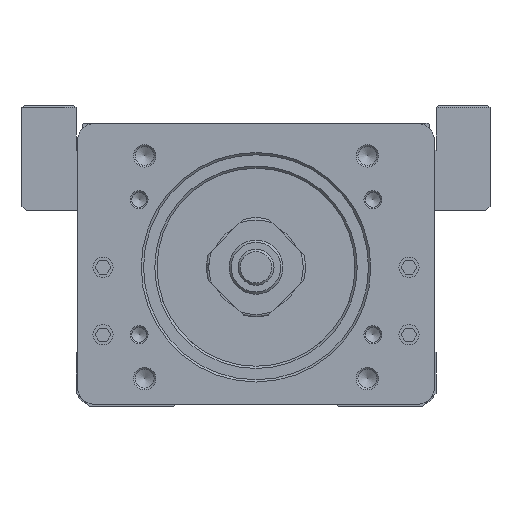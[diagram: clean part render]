
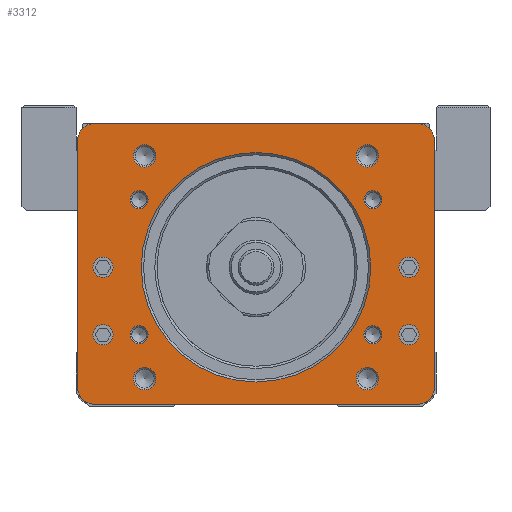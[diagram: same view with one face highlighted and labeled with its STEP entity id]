
A CAD part, front view. The second image highlights one B-rep face of the part: STEP entity #3312.
In plain terms, the highlighted planar face has unit normal (0, -1, 0).
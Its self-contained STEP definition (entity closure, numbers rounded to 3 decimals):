
#3312=ADVANCED_FACE('',(#5908,#5909,#5910,#5911,#5912,#5913,#5914,#5915,
#5916,#5917,#5918,#5919,#5920,#5921),#4790,.T.);
#4790=PLANE('',#32579);
#5908=FACE_BOUND('',#7674,.T.);
#5909=FACE_BOUND('',#7675,.T.);
#5910=FACE_BOUND('',#7676,.T.);
#5911=FACE_BOUND('',#7677,.T.);
#5912=FACE_BOUND('',#7678,.T.);
#5913=FACE_BOUND('',#7679,.T.);
#5914=FACE_BOUND('',#7680,.T.);
#5915=FACE_BOUND('',#7681,.T.);
#5916=FACE_BOUND('',#7682,.T.);
#5917=FACE_BOUND('',#7683,.T.);
#5918=FACE_BOUND('',#7684,.T.);
#5919=FACE_BOUND('',#7685,.T.);
#5920=FACE_BOUND('',#7686,.T.);
#5921=FACE_BOUND('',#7687,.T.);
#7674=EDGE_LOOP('',(#14112));
#7675=EDGE_LOOP('',(#14113));
#7676=EDGE_LOOP('',(#14114));
#7677=EDGE_LOOP('',(#14115));
#7678=EDGE_LOOP('',(#14116));
#7679=EDGE_LOOP('',(#14117));
#7680=EDGE_LOOP('',(#14118));
#7681=EDGE_LOOP('',(#14119));
#7682=EDGE_LOOP('',(#14120));
#7683=EDGE_LOOP('',(#14121));
#7684=EDGE_LOOP('',(#14122));
#7685=EDGE_LOOP('',(#14123));
#7686=EDGE_LOOP('',(#14124));
#7687=EDGE_LOOP('',(#14125,#14126,#14127,#14128,#14129,#14130,#14131,#14132));
#9206=CIRCLE('',#32442,4.);
#9207=CIRCLE('',#32444,4.);
#9208=CIRCLE('',#32446,2.);
#9209=CIRCLE('',#32448,2.);
#9210=CIRCLE('',#32450,2.);
#9211=CIRCLE('',#32452,2.);
#9212=CIRCLE('',#32454,2.5);
#9213=CIRCLE('',#32456,2.5);
#9214=CIRCLE('',#32458,2.5);
#9215=CIRCLE('',#32460,2.5);
#9216=CIRCLE('',#32462,25.5);
#9221=CIRCLE('',#32471,2.25);
#9223=CIRCLE('',#32474,2.25);
#9225=CIRCLE('',#32477,2.25);
#9227=CIRCLE('',#32480,2.25);
#9271=CIRCLE('',#32575,4.);
#9273=CIRCLE('',#32578,4.);
#14112=ORIENTED_EDGE('',*,*,#23106,.T.);
#14113=ORIENTED_EDGE('',*,*,#23105,.T.);
#14114=ORIENTED_EDGE('',*,*,#23104,.T.);
#14115=ORIENTED_EDGE('',*,*,#23103,.T.);
#14116=ORIENTED_EDGE('',*,*,#23102,.T.);
#14117=ORIENTED_EDGE('',*,*,#23101,.T.);
#14118=ORIENTED_EDGE('',*,*,#23100,.T.);
#14119=ORIENTED_EDGE('',*,*,#23099,.T.);
#14120=ORIENTED_EDGE('',*,*,#23098,.T.);
#14121=ORIENTED_EDGE('',*,*,#23118,.T.);
#14122=ORIENTED_EDGE('',*,*,#23116,.T.);
#14123=ORIENTED_EDGE('',*,*,#23114,.T.);
#14124=ORIENTED_EDGE('',*,*,#23112,.T.);
#14125=ORIENTED_EDGE('',*,*,#23226,.T.);
#14126=ORIENTED_EDGE('',*,*,#22124,.T.);
#14127=ORIENTED_EDGE('',*,*,#23228,.T.);
#14128=ORIENTED_EDGE('',*,*,#23219,.T.);
#14129=ORIENTED_EDGE('',*,*,#23096,.T.);
#14130=ORIENTED_EDGE('',*,*,#23160,.T.);
#14131=ORIENTED_EDGE('',*,*,#23093,.T.);
#14132=ORIENTED_EDGE('',*,*,#23212,.T.);
#18859=VERTEX_POINT('',#45207);
#18860=VERTEX_POINT('',#45209);
#19560=VERTEX_POINT('',#48257);
#19561=VERTEX_POINT('',#48259);
#19562=VERTEX_POINT('',#48263);
#19563=VERTEX_POINT('',#48265);
#19564=VERTEX_POINT('',#48269);
#19565=VERTEX_POINT('',#48272);
#19566=VERTEX_POINT('',#48275);
#19567=VERTEX_POINT('',#48278);
#19568=VERTEX_POINT('',#48281);
#19569=VERTEX_POINT('',#48284);
#19570=VERTEX_POINT('',#48287);
#19571=VERTEX_POINT('',#48290);
#19572=VERTEX_POINT('',#48293);
#19577=VERTEX_POINT('',#48308);
#19579=VERTEX_POINT('',#48313);
#19581=VERTEX_POINT('',#48318);
#19583=VERTEX_POINT('',#48323);
#19644=VERTEX_POINT('',#48623);
#19647=VERTEX_POINT('',#48635);
#22124=EDGE_CURVE('',#18860,#18859,#25976,.T.);
#23093=EDGE_CURVE('',#19561,#19560,#9206,.T.);
#23096=EDGE_CURVE('',#19563,#19562,#9207,.T.);
#23098=EDGE_CURVE('',#19564,#19564,#9208,.T.);
#23099=EDGE_CURVE('',#19565,#19565,#9209,.T.);
#23100=EDGE_CURVE('',#19566,#19566,#9210,.T.);
#23101=EDGE_CURVE('',#19567,#19567,#9211,.T.);
#23102=EDGE_CURVE('',#19568,#19568,#9212,.T.);
#23103=EDGE_CURVE('',#19569,#19569,#9213,.T.);
#23104=EDGE_CURVE('',#19570,#19570,#9214,.T.);
#23105=EDGE_CURVE('',#19571,#19571,#9215,.T.);
#23106=EDGE_CURVE('',#19572,#19572,#9216,.T.);
#23112=EDGE_CURVE('',#19577,#19577,#9221,.T.);
#23114=EDGE_CURVE('',#19579,#19579,#9223,.T.);
#23116=EDGE_CURVE('',#19581,#19581,#9225,.T.);
#23118=EDGE_CURVE('',#19583,#19583,#9227,.T.);
#23160=EDGE_CURVE('',#19562,#19561,#26695,.T.);
#23212=EDGE_CURVE('',#19560,#19644,#26720,.T.);
#23219=EDGE_CURVE('',#19647,#19563,#26727,.T.);
#23226=EDGE_CURVE('',#19644,#18860,#9271,.T.);
#23228=EDGE_CURVE('',#18859,#19647,#9273,.T.);
#25976=LINE('',#45208,#28991);
#26695=LINE('',#48468,#29731);
#26720=LINE('',#48624,#29756);
#26727=LINE('',#48634,#29763);
#28991=VECTOR('',#36231,1.);
#29731=VECTOR('',#38317,1.);
#29756=VECTOR('',#38446,1.);
#29763=VECTOR('',#38455,1.);
#32442=AXIS2_PLACEMENT_3D('',#48258,#38156,#38157);
#32444=AXIS2_PLACEMENT_3D('',#48264,#38162,#38163);
#32446=AXIS2_PLACEMENT_3D('',#48268,#38167,#38168);
#32448=AXIS2_PLACEMENT_3D('',#48271,#38171,#38172);
#32450=AXIS2_PLACEMENT_3D('',#48274,#38175,#38176);
#32452=AXIS2_PLACEMENT_3D('',#48277,#38179,#38180);
#32454=AXIS2_PLACEMENT_3D('',#48280,#38183,#38184);
#32456=AXIS2_PLACEMENT_3D('',#48283,#38187,#38188);
#32458=AXIS2_PLACEMENT_3D('',#48286,#38191,#38192);
#32460=AXIS2_PLACEMENT_3D('',#48289,#38195,#38196);
#32462=AXIS2_PLACEMENT_3D('',#48292,#38199,#38200);
#32471=AXIS2_PLACEMENT_3D('',#48307,#38218,#38219);
#32474=AXIS2_PLACEMENT_3D('',#48312,#38224,#38225);
#32477=AXIS2_PLACEMENT_3D('',#48317,#38230,#38231);
#32480=AXIS2_PLACEMENT_3D('',#48322,#38236,#38237);
#32575=AXIS2_PLACEMENT_3D('',#48651,#38482,#38483);
#32578=AXIS2_PLACEMENT_3D('',#48654,#38488,#38489);
#32579=AXIS2_PLACEMENT_3D('',#48655,#38490,#38491);
#36231=DIRECTION('',(1.,0.,0.));
#38156=DIRECTION('',(0.,-1.,0.));
#38157=DIRECTION('',(1.,0.,0.));
#38162=DIRECTION('',(0.,-1.,0.));
#38163=DIRECTION('',(1.,0.,0.));
#38167=DIRECTION('',(0.,1.,0.));
#38168=DIRECTION('',(0.,0.,-1.));
#38171=DIRECTION('',(0.,1.,0.));
#38172=DIRECTION('',(0.,0.,-1.));
#38175=DIRECTION('',(0.,1.,0.));
#38176=DIRECTION('',(0.,0.,-1.));
#38179=DIRECTION('',(0.,1.,0.));
#38180=DIRECTION('',(0.,0.,-1.));
#38183=DIRECTION('',(0.,1.,0.));
#38184=DIRECTION('',(0.,0.,-1.));
#38187=DIRECTION('',(0.,1.,0.));
#38188=DIRECTION('',(0.,0.,-1.));
#38191=DIRECTION('',(0.,1.,0.));
#38192=DIRECTION('',(0.,0.,-1.));
#38195=DIRECTION('',(0.,1.,0.));
#38196=DIRECTION('',(0.,0.,-1.));
#38199=DIRECTION('',(0.,1.,0.));
#38200=DIRECTION('',(0.,0.,-1.));
#38218=DIRECTION('',(0.,1.,0.));
#38219=DIRECTION('',(0.,0.,-1.));
#38224=DIRECTION('',(0.,1.,0.));
#38225=DIRECTION('',(0.,0.,-1.));
#38230=DIRECTION('',(0.,1.,0.));
#38231=DIRECTION('',(0.,0.,-1.));
#38236=DIRECTION('',(0.,1.,0.));
#38237=DIRECTION('',(0.,0.,-1.));
#38317=DIRECTION('',(-1.,0.,0.));
#38446=DIRECTION('',(0.,0.,-1.));
#38455=DIRECTION('',(0.,0.,1.));
#38482=DIRECTION('',(0.,-1.,0.));
#38483=DIRECTION('',(1.,0.,0.));
#38488=DIRECTION('',(0.,-1.,0.));
#38489=DIRECTION('',(1.,0.,0.));
#38490=DIRECTION('',(0.,-1.,0.));
#38491=DIRECTION('',(0.,0.,1.));
#45207=CARTESIAN_POINT('',(35.7,-243.7,-18.5));
#45208=CARTESIAN_POINT('',(-35.7,-243.7,-18.5));
#45209=CARTESIAN_POINT('',(-35.7,-243.7,-18.5));
#48257=CARTESIAN_POINT('',(-39.7,-243.7,40.));
#48258=CARTESIAN_POINT('',(-35.7,-243.7,40.));
#48259=CARTESIAN_POINT('',(-35.7,-243.7,44.));
#48263=CARTESIAN_POINT('',(35.7,-243.7,44.));
#48264=CARTESIAN_POINT('',(35.7,-243.7,40.));
#48265=CARTESIAN_POINT('',(39.7,-243.7,40.));
#48268=CARTESIAN_POINT('',(-25.981,-243.7,27.));
#48269=CARTESIAN_POINT('',(-25.981,-243.7,25.));
#48271=CARTESIAN_POINT('',(-25.981,-243.7,-3.));
#48272=CARTESIAN_POINT('',(-25.981,-243.7,-5.));
#48274=CARTESIAN_POINT('',(25.981,-243.7,27.));
#48275=CARTESIAN_POINT('',(25.981,-243.7,25.));
#48277=CARTESIAN_POINT('',(25.981,-243.7,-3.));
#48278=CARTESIAN_POINT('',(25.981,-243.7,-5.));
#48280=CARTESIAN_POINT('',(24.749,-243.7,36.749));
#48281=CARTESIAN_POINT('',(24.749,-243.7,34.249));
#48283=CARTESIAN_POINT('',(24.749,-243.7,-12.749));
#48284=CARTESIAN_POINT('',(24.749,-243.7,-15.249));
#48286=CARTESIAN_POINT('',(-24.749,-243.7,-12.749));
#48287=CARTESIAN_POINT('',(-24.749,-243.7,-15.249));
#48289=CARTESIAN_POINT('',(-24.749,-243.7,36.749));
#48290=CARTESIAN_POINT('',(-24.749,-243.7,34.249));
#48292=CARTESIAN_POINT('',(0.,-243.7,12.));
#48293=CARTESIAN_POINT('',(0.,-243.7,-13.5));
#48307=CARTESIAN_POINT('',(34.,-243.7,12.));
#48308=CARTESIAN_POINT('',(34.,-243.7,9.75));
#48312=CARTESIAN_POINT('',(34.,-243.7,-3.));
#48313=CARTESIAN_POINT('',(34.,-243.7,-5.25));
#48317=CARTESIAN_POINT('',(-34.,-243.7,12.));
#48318=CARTESIAN_POINT('',(-34.,-243.7,9.75));
#48322=CARTESIAN_POINT('',(-34.,-243.7,-3.));
#48323=CARTESIAN_POINT('',(-34.,-243.7,-5.25));
#48468=CARTESIAN_POINT('',(35.7,-243.7,44.));
#48623=CARTESIAN_POINT('',(-39.7,-243.7,-14.5));
#48624=CARTESIAN_POINT('',(-39.7,-243.7,40.));
#48634=CARTESIAN_POINT('',(39.7,-243.7,-14.5));
#48635=CARTESIAN_POINT('',(39.7,-243.7,-14.5));
#48651=CARTESIAN_POINT('',(-35.7,-243.7,-14.5));
#48654=CARTESIAN_POINT('',(35.7,-243.7,-14.5));
#48655=CARTESIAN_POINT('',(-35.7,-243.7,-14.5));
